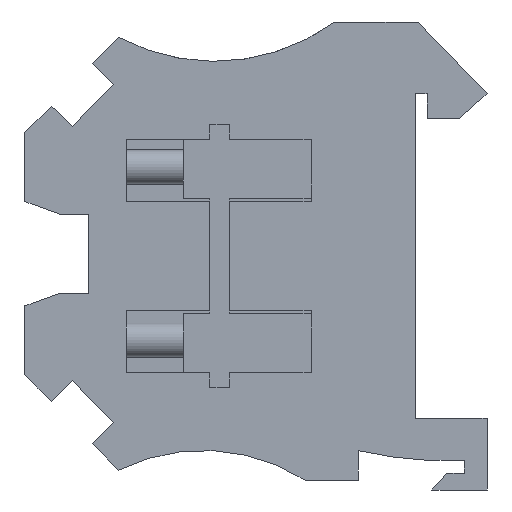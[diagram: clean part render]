
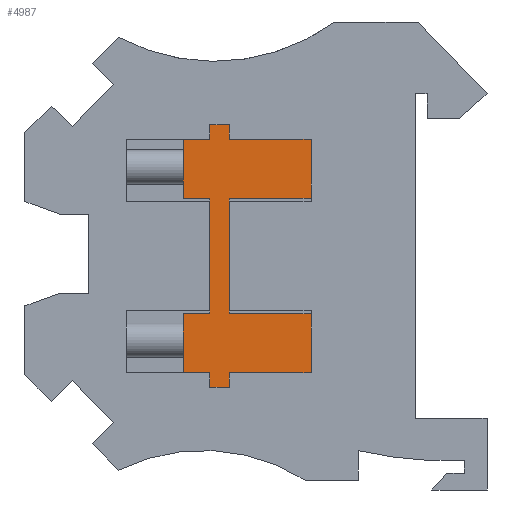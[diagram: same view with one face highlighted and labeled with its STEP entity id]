
A CAD part, left-side view. The second image highlights one B-rep face of the part: STEP entity #4987.
In plain terms, the highlighted planar face has unit normal (-1, 0, 0).
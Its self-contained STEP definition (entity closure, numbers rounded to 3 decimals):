
#1556=DIRECTION('',(0.,1.,0.));
#1557=VECTOR('',#1556,2.7);
#1558=CARTESIAN_POINT('',(0.1,28.2,11.932));
#1559=LINE('',#1558,#1557);
#1666=DIRECTION('',(0.,0.,1.));
#1667=VECTOR('',#1666,6.);
#1668=CARTESIAN_POINT('',(0.1,17.9,11.932));
#1669=LINE('',#1668,#1667);
#1682=DIRECTION('',(0.,0.,-1.));
#1683=VECTOR('',#1682,6.);
#1684=CARTESIAN_POINT('',(0.1,30.9,17.932));
#1685=LINE('',#1684,#1683);
#1686=DIRECTION('',(0.,1.,0.));
#1687=VECTOR('',#1686,2.7);
#1688=CARTESIAN_POINT('',(0.1,28.2,17.932));
#1689=LINE('',#1688,#1687);
#1690=DIRECTION('',(0.,0.,-1.));
#1691=VECTOR('',#1690,0.3);
#1692=CARTESIAN_POINT('',(0.1,28.2,18.232));
#1693=LINE('',#1692,#1691);
#1694=DIRECTION('',(0.,0.,-1.));
#1695=VECTOR('',#1694,0.3);
#1696=CARTESIAN_POINT('',(0.1,28.2,29.668));
#1697=LINE('',#1696,#1695);
#1698=DIRECTION('',(0.,-1.,0.));
#1699=VECTOR('',#1698,2.7);
#1700=CARTESIAN_POINT('',(0.1,30.9,29.668));
#1701=LINE('',#1700,#1699);
#1702=DIRECTION('',(0.,0.,-1.));
#1703=VECTOR('',#1702,6.);
#1704=CARTESIAN_POINT('',(0.1,30.9,35.668));
#1705=LINE('',#1704,#1703);
#1706=DIRECTION('',(0.,-1.,0.));
#1707=VECTOR('',#1706,8.3);
#1708=CARTESIAN_POINT('',(0.1,26.2,29.668));
#1709=LINE('',#1708,#1707);
#1710=DIRECTION('',(0.,0.,1.));
#1711=VECTOR('',#1710,0.3);
#1712=CARTESIAN_POINT('',(0.1,26.2,29.368));
#1713=LINE('',#1712,#1711);
#1714=DIRECTION('',(0.,0.,1.));
#1715=VECTOR('',#1714,0.3);
#1716=CARTESIAN_POINT('',(0.1,26.2,17.932));
#1717=LINE('',#1716,#1715);
#1718=DIRECTION('',(0.,1.,0.));
#1719=VECTOR('',#1718,8.3);
#1720=CARTESIAN_POINT('',(0.1,17.9,17.932));
#1721=LINE('',#1720,#1719);
#1752=DIRECTION('',(0.,1.,0.));
#1753=VECTOR('',#1752,2.7);
#1754=CARTESIAN_POINT('',(0.1,28.2,35.668));
#1755=LINE('',#1754,#1753);
#1778=DIRECTION('',(0.,0.,-1.));
#1779=VECTOR('',#1778,11.136);
#1780=CARTESIAN_POINT('',(0.1,28.2,29.368));
#1781=LINE('',#1780,#1779);
#1824=DIRECTION('',(0.,0.,-1.));
#1825=VECTOR('',#1824,1.5);
#1826=CARTESIAN_POINT('',(0.1,28.2,37.168));
#1827=LINE('',#1826,#1825);
#1832=DIRECTION('',(0.,1.,0.));
#1833=VECTOR('',#1832,2.);
#1834=CARTESIAN_POINT('',(0.1,26.2,37.168));
#1835=LINE('',#1834,#1833);
#1840=DIRECTION('',(0.,0.,1.));
#1841=VECTOR('',#1840,1.5);
#1842=CARTESIAN_POINT('',(0.1,26.2,35.668));
#1843=LINE('',#1842,#1841);
#1848=DIRECTION('',(0.,1.,0.));
#1849=VECTOR('',#1848,8.3);
#1850=CARTESIAN_POINT('',(0.1,17.9,35.668));
#1851=LINE('',#1850,#1849);
#1860=DIRECTION('',(0.,0.,1.));
#1861=VECTOR('',#1860,6.);
#1862=CARTESIAN_POINT('',(0.1,17.9,29.668));
#1863=LINE('',#1862,#1861);
#1880=DIRECTION('',(0.,0.,1.));
#1881=VECTOR('',#1880,11.136);
#1882=CARTESIAN_POINT('',(0.1,26.2,18.232));
#1883=LINE('',#1882,#1881);
#1888=DIRECTION('',(0.,-1.,0.));
#1889=VECTOR('',#1888,8.3);
#1890=CARTESIAN_POINT('',(0.1,26.2,11.932));
#1891=LINE('',#1890,#1889);
#1896=DIRECTION('',(0.,0.,1.));
#1897=VECTOR('',#1896,1.5);
#1898=CARTESIAN_POINT('',(0.1,26.2,10.432));
#1899=LINE('',#1898,#1897);
#1904=DIRECTION('',(0.,-1.,0.));
#1905=VECTOR('',#1904,2.);
#1906=CARTESIAN_POINT('',(0.1,28.2,10.432));
#1907=LINE('',#1906,#1905);
#1912=DIRECTION('',(0.,0.,-1.));
#1913=VECTOR('',#1912,1.5);
#1914=CARTESIAN_POINT('',(0.1,28.2,11.932));
#1915=LINE('',#1914,#1913);
#2308=CARTESIAN_POINT('',(0.1,30.9,29.668));
#2309=CARTESIAN_POINT('',(0.1,28.2,29.668));
#2310=VERTEX_POINT('',#2308);
#2311=VERTEX_POINT('',#2309);
#2312=CARTESIAN_POINT('',(0.1,28.2,17.932));
#2313=CARTESIAN_POINT('',(0.1,30.9,17.932));
#2314=VERTEX_POINT('',#2312);
#2315=VERTEX_POINT('',#2313);
#2344=CARTESIAN_POINT('',(0.1,30.9,11.932));
#2345=VERTEX_POINT('',#2344);
#2346=CARTESIAN_POINT('',(0.1,17.9,17.932));
#2347=VERTEX_POINT('',#2346);
#2348=CARTESIAN_POINT('',(0.1,26.2,18.232));
#2349=VERTEX_POINT('',#2348);
#2350=CARTESIAN_POINT('',(0.1,26.2,29.368));
#2351=VERTEX_POINT('',#2350);
#2352=CARTESIAN_POINT('',(0.1,17.9,29.668));
#2353=VERTEX_POINT('',#2352);
#2354=CARTESIAN_POINT('',(0.1,30.9,35.668));
#2355=VERTEX_POINT('',#2354);
#2356=CARTESIAN_POINT('',(0.1,28.2,29.368));
#2357=VERTEX_POINT('',#2356);
#2358=CARTESIAN_POINT('',(0.1,28.2,18.232));
#2359=VERTEX_POINT('',#2358);
#2360=CARTESIAN_POINT('',(0.1,26.2,17.932));
#2361=VERTEX_POINT('',#2360);
#2362=CARTESIAN_POINT('',(0.1,26.2,29.668));
#2363=VERTEX_POINT('',#2362);
#2364=CARTESIAN_POINT('',(0.1,28.2,11.932));
#2365=VERTEX_POINT('',#2364);
#2366=CARTESIAN_POINT('',(0.1,28.2,10.432));
#2367=VERTEX_POINT('',#2366);
#2368=CARTESIAN_POINT('',(0.1,26.2,10.432));
#2369=VERTEX_POINT('',#2368);
#2370=CARTESIAN_POINT('',(0.1,26.2,11.932));
#2371=VERTEX_POINT('',#2370);
#2372=CARTESIAN_POINT('',(0.1,17.9,11.932));
#2373=VERTEX_POINT('',#2372);
#2374=CARTESIAN_POINT('',(0.1,17.9,35.668));
#2375=VERTEX_POINT('',#2374);
#2376=CARTESIAN_POINT('',(0.1,26.2,35.668));
#2377=VERTEX_POINT('',#2376);
#2378=CARTESIAN_POINT('',(0.1,26.2,37.168));
#2379=VERTEX_POINT('',#2378);
#2380=CARTESIAN_POINT('',(0.1,28.2,37.168));
#2381=VERTEX_POINT('',#2380);
#2382=CARTESIAN_POINT('',(0.1,28.2,35.668));
#2383=VERTEX_POINT('',#2382);
#4938=CARTESIAN_POINT('',(0.1,0.,0.));
#4939=DIRECTION('',(-1.,0.,0.));
#4940=DIRECTION('',(0.,0.,1.));
#4941=AXIS2_PLACEMENT_3D('',#4938,#4939,#4940);
#4942=PLANE('',#4941);
#4943=ORIENTED_EDGE('',*,*,#4760,.T.);
#4944=ORIENTED_EDGE('',*,*,#4781,.F.);
#4946=ORIENTED_EDGE('',*,*,#4945,.F.);
#4948=ORIENTED_EDGE('',*,*,#4947,.F.);
#4950=ORIENTED_EDGE('',*,*,#4949,.F.);
#4952=ORIENTED_EDGE('',*,*,#4951,.F.);
#4954=ORIENTED_EDGE('',*,*,#4953,.F.);
#4956=ORIENTED_EDGE('',*,*,#4955,.F.);
#4958=ORIENTED_EDGE('',*,*,#4957,.F.);
#4960=ORIENTED_EDGE('',*,*,#4959,.F.);
#4962=ORIENTED_EDGE('',*,*,#4961,.F.);
#4964=ORIENTED_EDGE('',*,*,#4963,.F.);
#4966=ORIENTED_EDGE('',*,*,#4965,.F.);
#4968=ORIENTED_EDGE('',*,*,#4967,.F.);
#4970=ORIENTED_EDGE('',*,*,#4969,.F.);
#4971=ORIENTED_EDGE('',*,*,#4931,.F.);
#4973=ORIENTED_EDGE('',*,*,#4972,.F.);
#4974=ORIENTED_EDGE('',*,*,#4917,.F.);
#4975=ORIENTED_EDGE('',*,*,#4871,.F.);
#4976=ORIENTED_EDGE('',*,*,#4890,.F.);
#4978=ORIENTED_EDGE('',*,*,#4977,.F.);
#4980=ORIENTED_EDGE('',*,*,#4979,.F.);
#4982=ORIENTED_EDGE('',*,*,#4981,.F.);
#4984=ORIENTED_EDGE('',*,*,#4983,.F.);
#4985=EDGE_LOOP('',(#4943,#4944,#4946,#4948,#4950,#4952,#4954,#4956,#4958,#4960,
#4962,#4964,#4966,#4968,#4970,#4971,#4973,#4974,#4975,#4976,#4978,#4980,#4982,
#4984));
#4986=FACE_OUTER_BOUND('',#4985,.F.);
#4760=EDGE_CURVE('',#2365,#2345,#1559,.T.);
#4781=EDGE_CURVE('',#2315,#2345,#1685,.T.);
#4871=EDGE_CURVE('',#2347,#2361,#1721,.T.);
#4890=EDGE_CURVE('',#2373,#2347,#1669,.T.);
#4917=EDGE_CURVE('',#2361,#2349,#1717,.T.);
#4931=EDGE_CURVE('',#2351,#2363,#1713,.T.);
#4945=EDGE_CURVE('',#2314,#2315,#1689,.T.);
#4947=EDGE_CURVE('',#2359,#2314,#1693,.T.);
#4949=EDGE_CURVE('',#2357,#2359,#1781,.T.);
#4951=EDGE_CURVE('',#2311,#2357,#1697,.T.);
#4953=EDGE_CURVE('',#2310,#2311,#1701,.T.);
#4955=EDGE_CURVE('',#2355,#2310,#1705,.T.);
#4957=EDGE_CURVE('',#2383,#2355,#1755,.T.);
#4959=EDGE_CURVE('',#2381,#2383,#1827,.T.);
#4961=EDGE_CURVE('',#2379,#2381,#1835,.T.);
#4963=EDGE_CURVE('',#2377,#2379,#1843,.T.);
#4965=EDGE_CURVE('',#2375,#2377,#1851,.T.);
#4967=EDGE_CURVE('',#2353,#2375,#1863,.T.);
#4969=EDGE_CURVE('',#2363,#2353,#1709,.T.);
#4972=EDGE_CURVE('',#2349,#2351,#1883,.T.);
#4977=EDGE_CURVE('',#2371,#2373,#1891,.T.);
#4979=EDGE_CURVE('',#2369,#2371,#1899,.T.);
#4981=EDGE_CURVE('',#2367,#2369,#1907,.T.);
#4983=EDGE_CURVE('',#2365,#2367,#1915,.T.);
#4987=ADVANCED_FACE('',(#4986),#4942,.T.);
